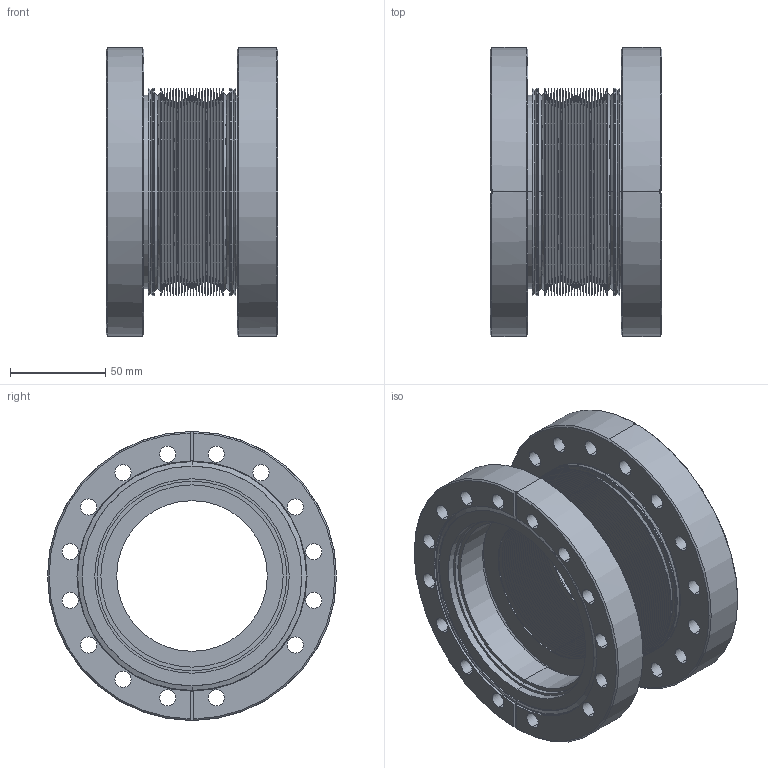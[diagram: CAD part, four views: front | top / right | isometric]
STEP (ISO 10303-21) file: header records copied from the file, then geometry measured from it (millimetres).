
FILE_DESCRIPTION( (''), '2;1');
FILE_NAME ('CAD714.5488.NCE3152K_21012.stp','2016-05-18T16:54:49',(''),(''),'spGate 11.3.9','spGate','');
FILE_SCHEMA (('AUTOMOTIVE_DESIGN'));
Length unit declared in the file: millimetre
Products named in the file (9): Assembly; NCE3152-1; NCE2152-Y; NCE2152-2; NCE2152-3; NCE2152-3_mr; NCE2152-Y_mr; NCE2152K-2-1; NCE2152K-2-2
Assembly tree (8 placements, depth 2):
  Assembly
    NCE3152-1
    NCE2152-Y
    NCE2152-2
    NCE2152-3
    NCE2152-3_mr
    NCE2152-Y_mr
    NCE2152K-2-1
    NCE2152K-2-2
Bounding box: 90 x 151.6 x 151.6 mm (x, y, z)
Volume: 433229.2 mm3; surface area: 450534.1 mm2
Topology: 8 solids, 8 shells, 378 faces, 873 edges, 525 vertices
Faces by surface type: bspline 214, cylinder 118, plane 46
Entity records: 19007 total; most frequent: CARTESIAN_POINT 4108, ORIENTED_EDGE 1746, DIRECTION 1406, COLOUR_RGB 1259, PRESENTATION_STYLE_ASSIGNMENT 1259, STYLED_ITEM 1259, EDGE_CURVE 873, DRAUGHTING_PRE_DEFINED_CURVE_FONT 873
